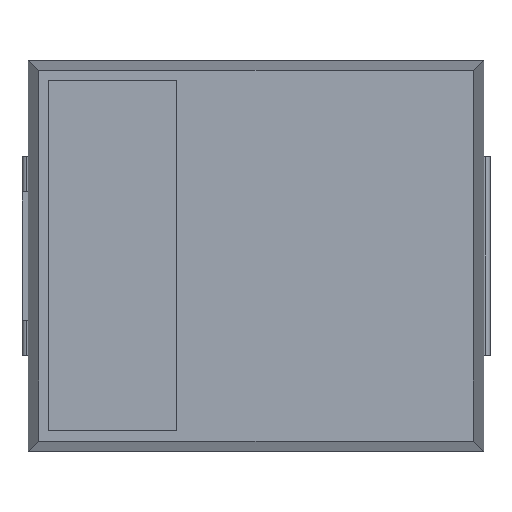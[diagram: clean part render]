
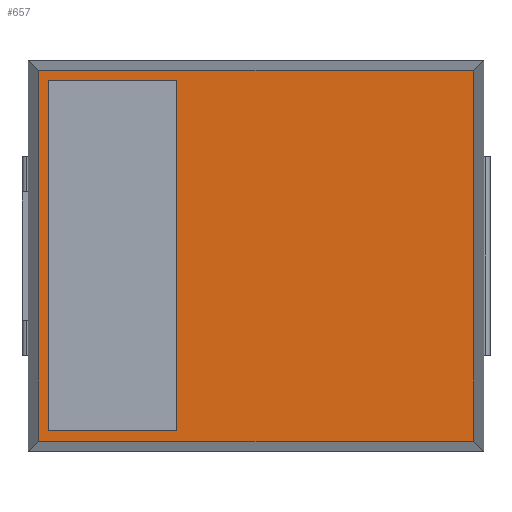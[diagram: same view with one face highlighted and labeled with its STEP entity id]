
A CAD part, top view. The second image highlights one B-rep face of the part: STEP entity #657.
In plain terms, the highlighted planar face has unit normal (0, 0, 1).
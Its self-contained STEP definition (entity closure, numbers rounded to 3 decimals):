
#54=DIRECTION('',(0.,-1.,0.));
#241=DIRECTION('',(0.,0.,-1.));
#274=VECTOR('',#275,1.);
#275=DIRECTION('',(0.,1.,0.));
#300=VECTOR('',#301,1.);
#301=DIRECTION('',(1.,0.,0.));
#308=VECTOR('',#54,1.);
#329=VECTOR('',#330,1.);
#330=DIRECTION('',(-1.,0.,0.));
#386=VERTEX_POINT('',#387);
#387=CARTESIAN_POINT('',(3.392,2.892,4.1));
#389=ORIENTED_EDGE('',*,*,#390,.F.);
#390=EDGE_CURVE('',#391,#386,#393,.T.);
#391=VERTEX_POINT('',#392);
#392=CARTESIAN_POINT('',(3.392,-2.892,4.1));
#393=LINE('',#392,#274);
#634=ORIENTED_EDGE('',*,*,#635,.F.);
#635=EDGE_CURVE('',#636,#391,#638,.T.);
#636=VERTEX_POINT('',#637);
#637=CARTESIAN_POINT('',(-3.392,-2.892,4.1));
#638=LINE('',#637,#300);
#649=VERTEX_POINT('',#650);
#650=CARTESIAN_POINT('',(-3.392,2.892,4.1));
#652=ORIENTED_EDGE('',*,*,#653,.F.);
#653=EDGE_CURVE('',#386,#649,#654,.T.);
#654=LINE('',#387,#329);
#657=ADVANCED_FACE('',(#658,#663),#685,.F.);
#658=FACE_BOUND('',#659,.F.);
#659=EDGE_LOOP('',(#389,#634,#660,#652));
#660=ORIENTED_EDGE('',*,*,#661,.F.);
#661=EDGE_CURVE('',#649,#636,#662,.T.);
#662=LINE('',#650,#308);
#663=FACE_BOUND('',#664,.F.);
#664=EDGE_LOOP('',(#665,#672,#677,#682));
#665=ORIENTED_EDGE('',*,*,#666,.T.);
#666=EDGE_CURVE('',#667,#669,#671,.T.);
#667=VERTEX_POINT('',#668);
#668=CARTESIAN_POINT('',(-3.233,-2.733,4.1));
#669=VERTEX_POINT('',#670);
#670=CARTESIAN_POINT('',(-1.233,-2.733,4.1));
#671=LINE('',#668,#300);
#672=ORIENTED_EDGE('',*,*,#673,.T.);
#673=EDGE_CURVE('',#669,#674,#676,.T.);
#674=VERTEX_POINT('',#675);
#675=CARTESIAN_POINT('',(-1.233,2.733,4.1));
#676=LINE('',#670,#274);
#677=ORIENTED_EDGE('',*,*,#678,.T.);
#678=EDGE_CURVE('',#674,#679,#681,.T.);
#679=VERTEX_POINT('',#680);
#680=CARTESIAN_POINT('',(-3.233,2.733,4.1));
#681=LINE('',#675,#329);
#682=ORIENTED_EDGE('',*,*,#683,.T.);
#683=EDGE_CURVE('',#679,#667,#684,.T.);
#684=LINE('',#680,#308);
#685=PLANE('',#686);
#686=AXIS2_PLACEMENT_3D('',#392,#241,#687);
#687=DIRECTION('',(-0.761,0.649,0.));
